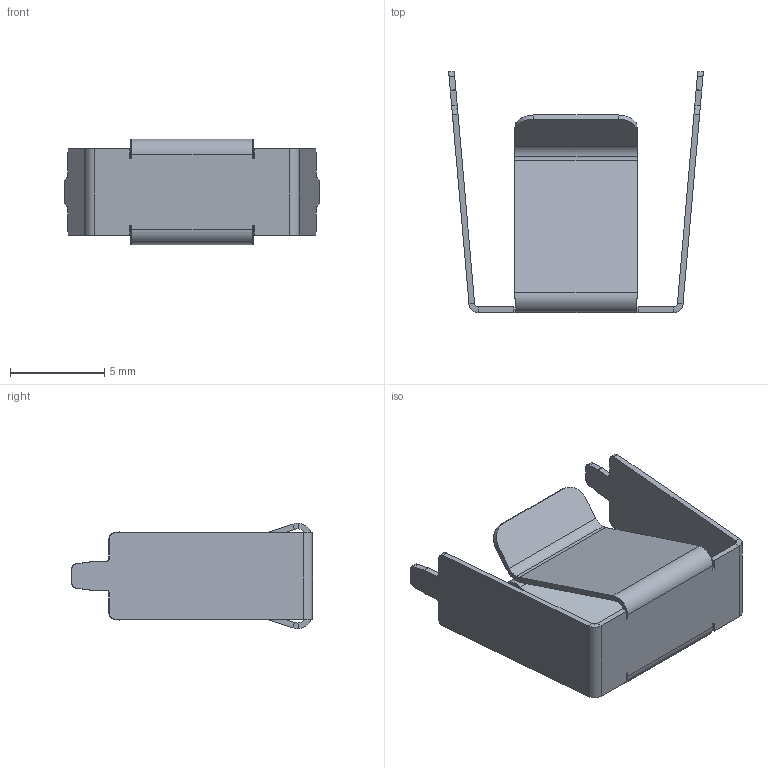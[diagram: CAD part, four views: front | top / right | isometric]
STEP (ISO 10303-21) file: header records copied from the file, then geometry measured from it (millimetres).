
FILE_DESCRIPTION (( 'STEP AP203' ), '1' );
FILE_NAME ('3867y.STEP', '2011-09-28T08:51:46', ( ' ' ), ( ' ' ), 'SwSTEP 2.0', 'SolidWorks 2011', '' );
FILE_SCHEMA (( 'CONFIG_CONTROL_DESIGN' ));
Length unit declared in the file: millimetre
Products named in the file (1): 3867y
Bounding box: 13.54 x 12.82 x 5.6 mm (x, y, z)
Volume: 90.9 mm3; surface area: 644.7 mm2
Topology: 1 solids, 1 shells, 114 faces, 288 edges, 176 vertices
Faces by surface type: plane 78, cylinder 36
Entity records: 3445 total; most frequent: DIRECTION 598, CARTESIAN_POINT 579, ORIENTED_EDGE 576, EDGE_CURVE 288, VECTOR 208, LINE 208, AXIS2_PLACEMENT_3D 195, VERTEX_POINT 176
